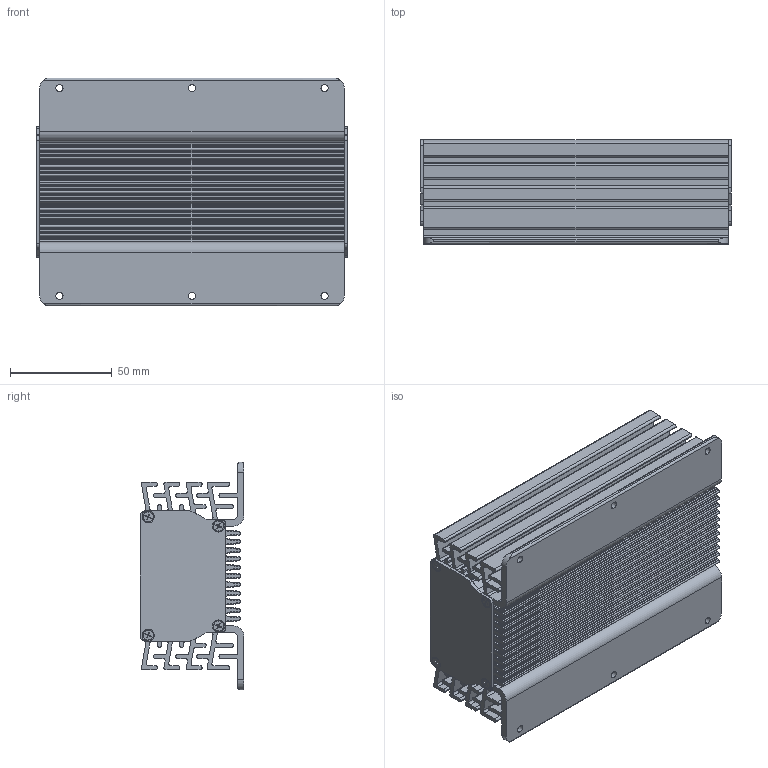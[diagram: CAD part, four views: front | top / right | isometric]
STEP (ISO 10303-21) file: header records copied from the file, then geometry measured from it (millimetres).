
FILE_DESCRIPTION (( 'STEP AP214' ), '1' );
FILE_NAME ('BOX-20170306.STEP', '2017-03-13T07:35:58', ( 'Alan Lee' ), ( '' ), 'SwSTEP 2.0', 'SolidWorks 2014', '' );
FILE_SCHEMA (( 'AUTOMOTIVE_DESIGN' ));
Length unit declared in the file: millimetre
Products named in the file (4): BOX-2017-03-06_10度; BOX-20170306; 660-0097-FMS_M3_6L; BOX_endplate-2017-03-06
Assembly tree (11 placements, depth 2):
  BOX-20170306
    BOX-2017-03-06_10度
    BOX_endplate-2017-03-06  x2
    660-0097-FMS_M3_6L  x8
Bounding box: 152.4 x 51 x 111.8 mm (x, y, z)
Volume: 218806.8 mm3; surface area: 198339.8 mm2
Topology: 11 solids, 11 shells, 1258 faces, 3668 edges, 2440 vertices
Faces by surface type: cylinder 829, plane 365, cone 48, bspline 16
Entity records: 33302 total; most frequent: CARTESIAN_POINT 7191, DIRECTION 5837, ORIENTED_EDGE 5480, EDGE_CURVE 2740, AXIS2_PLACEMENT_3D 2219, VERTEX_POINT 1824, VECTOR 1399, LINE 1399
